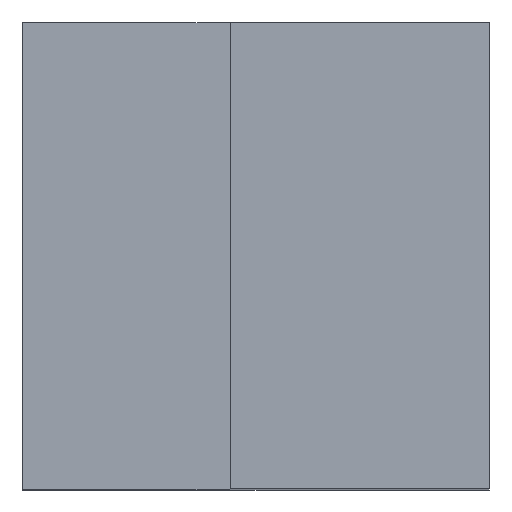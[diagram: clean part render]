
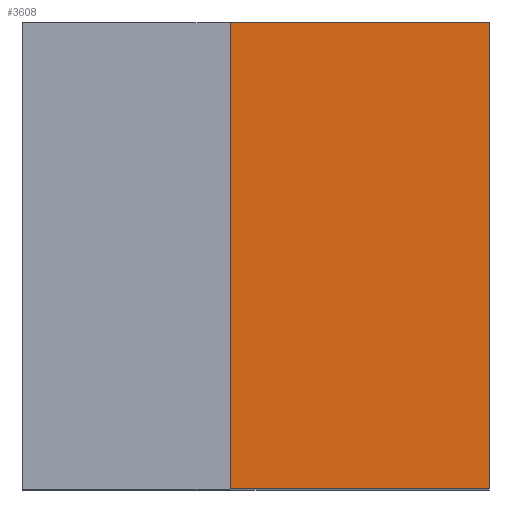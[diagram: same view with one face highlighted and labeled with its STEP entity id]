
A CAD part, top view. The second image highlights one B-rep face of the part: STEP entity #3608.
In plain terms, the highlighted planar face has unit normal (0, 0, 1).
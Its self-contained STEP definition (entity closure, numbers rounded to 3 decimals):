
#411=ORIENTED_EDGE('',*,*,#731,.F.);
#412=ORIENTED_EDGE('',*,*,#759,.T.);
#413=ORIENTED_EDGE('',*,*,#946,.T.);
#414=ORIENTED_EDGE('',*,*,#979,.T.);
#731=EDGE_CURVE('',#1073,#1070,#1280,.T.);
#759=EDGE_CURVE('',#1073,#1098,#1307,.T.);
#946=EDGE_CURVE('',#1098,#1230,#1492,.T.);
#979=EDGE_CURVE('',#1230,#1070,#1525,.T.);
#1070=VERTEX_POINT('',#4546);
#1073=VERTEX_POINT('',#4551);
#1098=VERTEX_POINT('',#4612);
#1230=VERTEX_POINT('',#4979);
#1280=LINE('',#4552,#1618);
#1307=LINE('',#4613,#1645);
#1492=LINE('',#4980,#1830);
#1525=LINE('',#5046,#1863);
#1618=VECTOR('',#3880,1000.);
#1645=VECTOR('',#3925,1000.);
#1830=VECTOR('',#4210,1000.);
#1863=VECTOR('',#4283,1000.);
#2037=EDGE_LOOP('',(#411,#412,#413,#414));
#2213=FACE_BOUND('',#2037,.T.);
#2367=PLANE('',#3772);
#3608=ADVANCED_FACE('',(#2213),#2367,.T.);
#3772=AXIS2_PLACEMENT_3D('',#5045,#4281,#4282);
#3880=DIRECTION('',(0.,1.,0.));
#3925=DIRECTION('',(1.,0.,0.));
#4210=DIRECTION('',(0.,1.,0.));
#4281=DIRECTION('',(0.,0.,1.));
#4282=DIRECTION('',(1.,0.,0.));
#4283=DIRECTION('',(-1.,0.,0.));
#4546=CARTESIAN_POINT('',(-0.5,4.5,14.));
#4551=CARTESIAN_POINT('',(-0.5,-4.5,14.));
#4552=CARTESIAN_POINT('',(-0.5,-4.5,14.));
#4612=CARTESIAN_POINT('',(4.5,-4.5,14.));
#4613=CARTESIAN_POINT('',(-4.5,-4.5,14.));
#4979=CARTESIAN_POINT('',(4.5,4.5,14.));
#4980=CARTESIAN_POINT('',(4.5,-4.5,14.));
#5045=CARTESIAN_POINT('',(-4.5,-4.5,14.));
#5046=CARTESIAN_POINT('',(4.5,4.5,14.));
